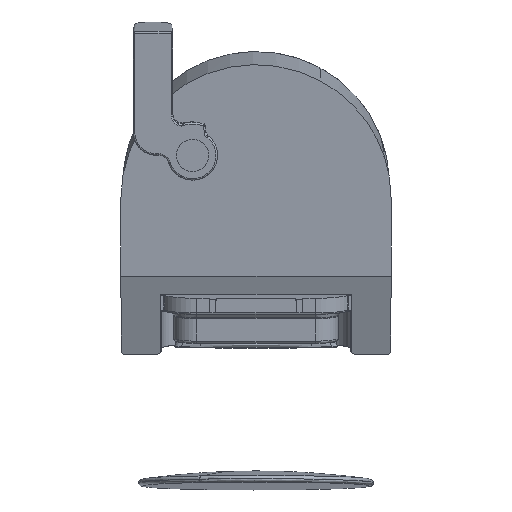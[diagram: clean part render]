
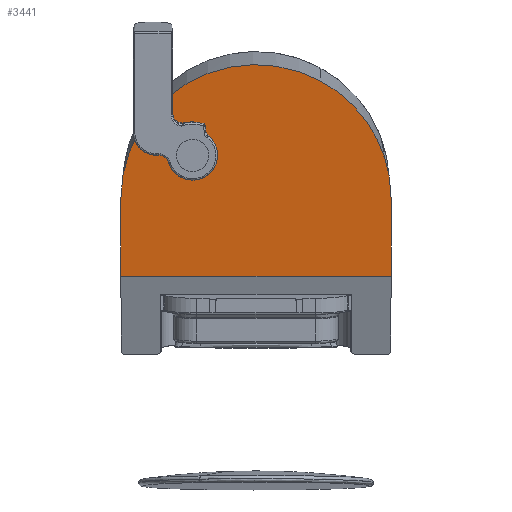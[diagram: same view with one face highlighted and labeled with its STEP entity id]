
A CAD part, front view. The second image highlights one B-rep face of the part: STEP entity #3441.
In plain terms, the highlighted face is planar.
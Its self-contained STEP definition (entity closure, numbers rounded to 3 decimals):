
#1181=CARTESIAN_POINT(' ',(19.646,3.3,35.961));
#1182=VERTEX_POINT(' ',#1181);
#1376=CARTESIAN_POINT(' ',(-40.977,3.3,0.));
#1377=VERTEX_POINT(' ',#1376);
#1391=CARTESIAN_POINT(' ',(0.,3.3,0.));
#1396=DIRECTION(' ',(0.,1.,0.));
#1401=DIRECTION(' ',(-1.,0.,0.));
#1406=AXIS2_PLACEMENT_3D(' ',#1391,#1396,#1401);
#1411=CIRCLE('',#1406,40.977);
#1416=EDGE_CURVE(' ',#1377,#1182,#1411,.T.);
#1521=CARTESIAN_POINT(' ',(40.977,3.3,0.));
#1522=VERTEX_POINT(' ',#1521);
#1726=CARTESIAN_POINT(' ',(0.,3.3,0.));
#1731=DIRECTION(' ',(0.,1.,0.));
#1736=DIRECTION(' ',(0.479,0.,0.878));
#1741=AXIS2_PLACEMENT_3D(' ',#1726,#1731,#1736);
#1746=CIRCLE('',#1741,40.978);
#1751=EDGE_CURVE(' ',#1182,#1522,#1746,.T.);
#3266=CARTESIAN_POINT(' ',(-40.977,3.3,-23.852));
#3267=VERTEX_POINT(' ',#3266);
#3281=CARTESIAN_POINT(' ',(-40.977,3.3,-23.852));
#3286=DIRECTION(' ',(0.,0.,1.));
#3291=VECTOR(' ',#3286,1.);
#3296=LINE('',#3281,#3291);
#3301=EDGE_CURVE(' ',#3267,#1377,#3296,.T.);
#3326=DIRECTION(' ',(0.,-1.,-0.));
#3331=CARTESIAN_POINT(' ',(-46.346,3.3,37.125));
#3336=DIRECTION(' ',(0.088,0.,-0.996));
#3341=AXIS2_PLACEMENT_3D(' ',#3331,#3326,#3336);
#3346=PLANE('',#3341);
#3351=CARTESIAN_POINT(' ',(-40.977,3.3,-23.852));
#3356=DIRECTION(' ',(1.,0.,0.));
#3361=VECTOR(' ',#3356,1.);
#3366=LINE('',#3351,#3361);
#3371=CARTESIAN_POINT(' ',(40.977,3.3,-23.852));
#3372=VERTEX_POINT(' ',#3371);
#3376=EDGE_CURVE(' ',#3267,#3372,#3366,.T.);
#3381=ORIENTED_EDGE(' ',*,*,#3376,.T.);
#3386=CARTESIAN_POINT(' ',(40.977,3.3,-23.852));
#3391=DIRECTION(' ',(0.,0.,1.));
#3396=VECTOR(' ',#3391,1.);
#3401=LINE('',#3386,#3396);
#3406=EDGE_CURVE(' ',#3372,#1522,#3401,.T.);
#3411=ORIENTED_EDGE(' ',*,*,#3406,.T.);
#3416=ORIENTED_EDGE(' ',*,*,#1751,.F.);
#3421=ORIENTED_EDGE(' ',*,*,#1416,.F.);
#3426=ORIENTED_EDGE(' ',*,*,#3301,.F.);
#3431=EDGE_LOOP(' ',(#3381,#3411,#3416,#3421,#3426));
#3436=FACE_OUTER_BOUND(' ',#3431,.T.);
#3441=ADVANCED_FACE('',(#3436),#3346,.T.);
